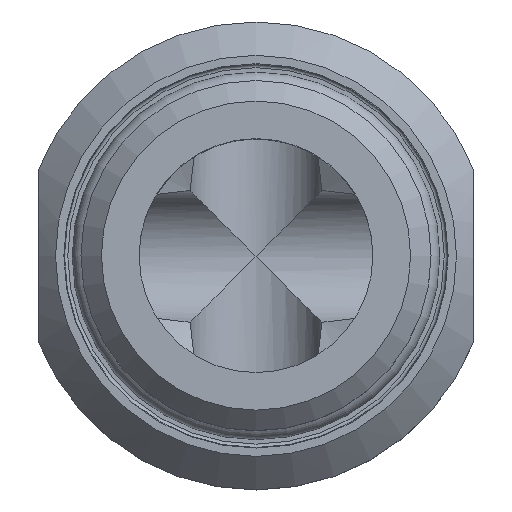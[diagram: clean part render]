
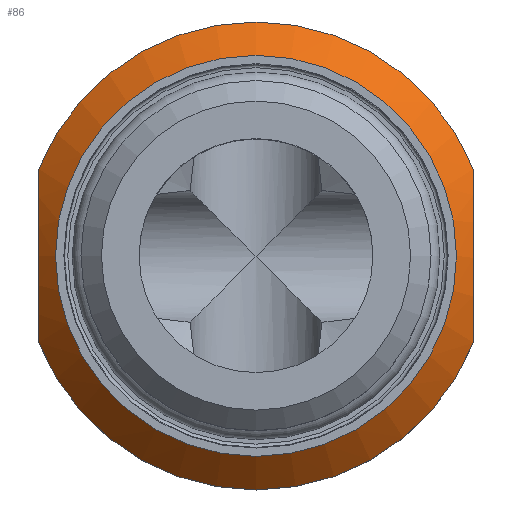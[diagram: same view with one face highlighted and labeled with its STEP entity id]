
A CAD part, top view. The second image highlights one B-rep face of the part: STEP entity #86.
In plain terms, the highlighted conical face has half-angle 45 degrees and reference radius 14 mm.
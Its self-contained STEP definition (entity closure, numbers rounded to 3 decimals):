
#86 = ADVANCED_FACE( '', ( #143, #144 ), #145, .T. );
#143 = FACE_BOUND( '', #228, .T. );
#144 = FACE_OUTER_BOUND( '', #229, .T. );
#145 = CONICAL_SURFACE( '', #230, 14., 0.785 );
#228 = EDGE_LOOP( '', ( #351 ) );
#229 = EDGE_LOOP( '', ( #352, #353, #354, #355 ) );
#230 = AXIS2_PLACEMENT_3D( '', #356, #357, #358 );
#351 = ORIENTED_EDGE( '', *, *, #501, .F. );
#352 = ORIENTED_EDGE( '', *, *, #502, .F. );
#353 = ORIENTED_EDGE( '', *, *, #503, .T. );
#354 = ORIENTED_EDGE( '', *, *, #504, .F. );
#355 = ORIENTED_EDGE( '', *, *, #505, .T. );
#356 = CARTESIAN_POINT( '', ( 0., 0., -12. ) );
#357 = DIRECTION( '', ( 0., 0., -1. ) );
#358 = DIRECTION( '', ( -1., 0., 0. ) );
#501 = EDGE_CURVE( '', #581, #581, #582, .F. );
#502 = EDGE_CURVE( '', #583, #584, #585, .T. );
#503 = EDGE_CURVE( '', #583, #586, #587, .T. );
#504 = EDGE_CURVE( '', #588, #586, #589, .T. );
#505 = EDGE_CURVE( '', #588, #584, #590, .F. );
#581 = VERTEX_POINT( '', #1070 );
#582 = CIRCLE( '', #1071, 12. );
#583 = VERTEX_POINT( '', #1072 );
#584 = VERTEX_POINT( '', #1073 );
#585 = CIRCLE( '', #1074, 14. );
#586 = VERTEX_POINT( '', #1075 );
#587 = B_SPLINE_CURVE_WITH_KNOTS( '', 3, ( #1076, #1077, #1078, #1079, #1080, #1081, #1082, #1083, #1084, #1085, #1086, #1087, #1088, #1089 ), .UNSPECIFIED., .F., .F., ( 4, 2, 2, 2, 2, 2, 4 ), ( 0.005, 0.006, 0.007, 0.01, 0.011, 0.013, 0.015 ), .UNSPECIFIED. );
#588 = VERTEX_POINT( '', #1090 );
#589 = CIRCLE( '', #1091, 14. );
#590 = B_SPLINE_CURVE_WITH_KNOTS( '', 3, ( #1092, #1093, #1094, #1095, #1096, #1097, #1098, #1099, #1100, #1101, #1102, #1103, #1104, #1105 ), .UNSPECIFIED., .F., .F., ( 4, 2, 2, 2, 2, 2, 4 ), ( 0.005, 0.006, 0.007, 0.01, 0.011, 0.013, 0.015 ), .UNSPECIFIED. );
#1070 = CARTESIAN_POINT( '', ( -12., 0., -10. ) );
#1071 = AXIS2_PLACEMENT_3D( '', #1181, #1182, #1183 );
#1072 = CARTESIAN_POINT( '', ( 13., -5.196, -12. ) );
#1073 = CARTESIAN_POINT( '', ( -13., -5.196, -12. ) );
#1074 = AXIS2_PLACEMENT_3D( '', #1184, #1185, #1186 );
#1075 = CARTESIAN_POINT( '', ( 13., 5.196, -12. ) );
#1076 = CARTESIAN_POINT( '', ( 13., -5.196, -12. ) );
#1077 = CARTESIAN_POINT( '', ( 13., -4.782, -11.846 ) );
#1078 = CARTESIAN_POINT( '', ( 13., -4.363, -11.707 ) );
#1079 = CARTESIAN_POINT( '', ( 13., -3.51, -11.459 ) );
#1080 = CARTESIAN_POINT( '', ( 13., -3.075, -11.352 ) );
#1081 = CARTESIAN_POINT( '', ( 13., -1.769, -11.092 ) );
#1082 = CARTESIAN_POINT( '', ( 13., -0.889, -11. ) );
#1083 = CARTESIAN_POINT( '', ( 13., 0.445, -11. ) );
#1084 = CARTESIAN_POINT( '', ( 13., 0.893, -11.023 ) );
#1085 = CARTESIAN_POINT( '', ( 13., 1.776, -11.113 ) );
#1086 = CARTESIAN_POINT( '', ( 13., 2.212, -11.18 ) );
#1087 = CARTESIAN_POINT( '', ( 13., 3.511, -11.439 ) );
#1088 = CARTESIAN_POINT( '', ( 13., 4.361, -11.69 ) );
#1089 = CARTESIAN_POINT( '', ( 13., 5.196, -12. ) );
#1090 = CARTESIAN_POINT( '', ( -13., 5.196, -12. ) );
#1091 = AXIS2_PLACEMENT_3D( '', #1187, #1188, #1189 );
#1092 = CARTESIAN_POINT( '', ( -13., -5.196, -12. ) );
#1093 = CARTESIAN_POINT( '', ( -13., -4.782, -11.846 ) );
#1094 = CARTESIAN_POINT( '', ( -13., -4.363, -11.707 ) );
#1095 = CARTESIAN_POINT( '', ( -13., -3.51, -11.459 ) );
#1096 = CARTESIAN_POINT( '', ( -13., -3.075, -11.352 ) );
#1097 = CARTESIAN_POINT( '', ( -13., -1.769, -11.092 ) );
#1098 = CARTESIAN_POINT( '', ( -13., -0.889, -11. ) );
#1099 = CARTESIAN_POINT( '', ( -13., 0.445, -11. ) );
#1100 = CARTESIAN_POINT( '', ( -13., 0.893, -11.023 ) );
#1101 = CARTESIAN_POINT( '', ( -13., 1.776, -11.113 ) );
#1102 = CARTESIAN_POINT( '', ( -13., 2.212, -11.18 ) );
#1103 = CARTESIAN_POINT( '', ( -13., 3.511, -11.439 ) );
#1104 = CARTESIAN_POINT( '', ( -13., 4.361, -11.69 ) );
#1105 = CARTESIAN_POINT( '', ( -13., 5.196, -12. ) );
#1181 = CARTESIAN_POINT( '', ( 0., 0., -10. ) );
#1182 = DIRECTION( '', ( 0., 0., -1. ) );
#1183 = DIRECTION( '', ( -1., 0., 0. ) );
#1184 = CARTESIAN_POINT( '', ( 0., 0., -12. ) );
#1185 = DIRECTION( '', ( 0., 0., -1. ) );
#1186 = DIRECTION( '', ( -1., 0., 0. ) );
#1187 = CARTESIAN_POINT( '', ( 0., 0., -12. ) );
#1188 = DIRECTION( '', ( 0., 0., -1. ) );
#1189 = DIRECTION( '', ( -1., 0., 0. ) );
